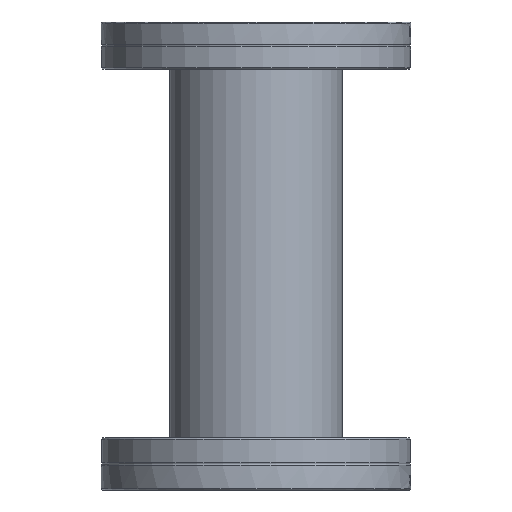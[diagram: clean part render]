
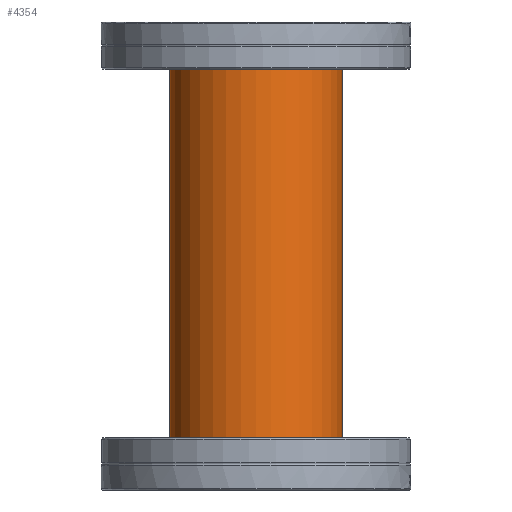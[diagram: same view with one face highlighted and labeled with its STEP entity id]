
A CAD part, front view. The second image highlights one B-rep face of the part: STEP entity #4354.
In plain terms, the highlighted cylindrical face has radius 31.75 mm (diameter 63.5 mm), a full revolution.
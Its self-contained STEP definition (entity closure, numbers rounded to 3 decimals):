
#909=FACE_BOUND('',#1319,.T.);
#1040=FACE_OUTER_BOUND('',#1318,.T.);
#1318=EDGE_LOOP('',(#3039));
#1319=EDGE_LOOP('',(#3040));
#1726=CIRCLE('',#4729,31.75);
#1727=CIRCLE('',#4730,31.75);
#1951=VERTEX_POINT('',#6176);
#1952=VERTEX_POINT('',#6178);
#2406=EDGE_CURVE('',#1951,#1951,#1726,.T.);
#2407=EDGE_CURVE('',#1952,#1952,#1727,.T.);
#3039=ORIENTED_EDGE('',*,*,#2406,.F.);
#3040=ORIENTED_EDGE('',*,*,#2407,.F.);
#4304=CYLINDRICAL_SURFACE('',#4728,31.75);
#4354=ADVANCED_FACE('',(#1040,#909),#4304,.T.);
#4728=AXIS2_PLACEMENT_3D('',#6175,#5138,#5139);
#4729=AXIS2_PLACEMENT_3D('',#6177,#5140,#5141);
#4730=AXIS2_PLACEMENT_3D('',#6179,#5142,#5143);
#5138=DIRECTION('center_axis',(0.,0.,1.));
#5139=DIRECTION('ref_axis',(-1.,0.,0.));
#5140=DIRECTION('center_axis',(0.,0.,1.));
#5141=DIRECTION('ref_axis',(-1.,0.,0.));
#5142=DIRECTION('center_axis',(0.,0.,-1.));
#5143=DIRECTION('ref_axis',(-1.,0.,0.));
#6175=CARTESIAN_POINT('Origin',(0.,0.,0.));
#6176=CARTESIAN_POINT('',(31.75,0.,152.7));
#6177=CARTESIAN_POINT('Origin',(0.,0.,152.7));
#6178=CARTESIAN_POINT('',(31.75,0.,0.));
#6179=CARTESIAN_POINT('Origin',(0.,0.,0.));
